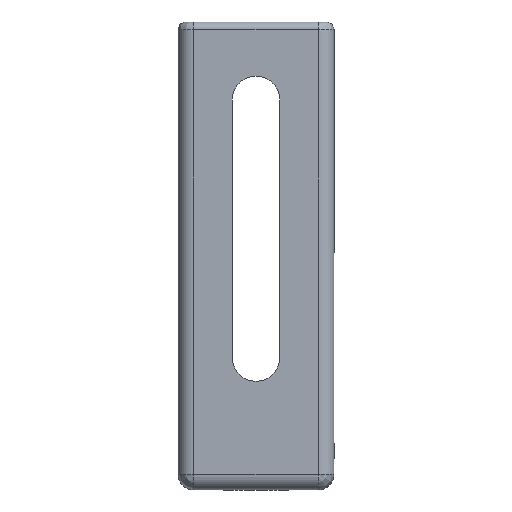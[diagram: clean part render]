
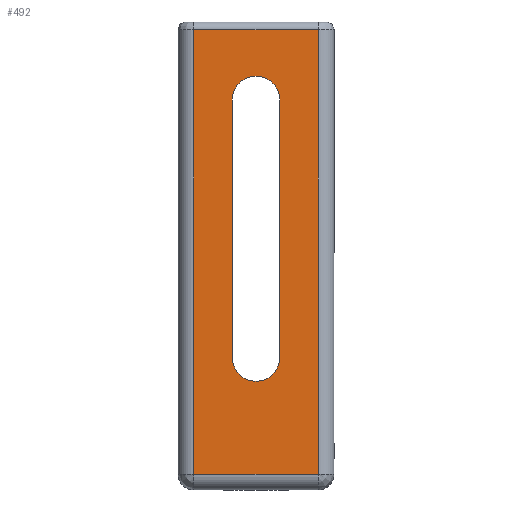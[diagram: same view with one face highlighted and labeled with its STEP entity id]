
A CAD part, front view. The second image highlights one B-rep face of the part: STEP entity #492.
In plain terms, the highlighted planar face has unit normal (0, -1, 0).
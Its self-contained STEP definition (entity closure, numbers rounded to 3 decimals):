
#6 = DIRECTION ( 'NONE',  ( 0., -1., 0. ) ) ;
#43 = CARTESIAN_POINT ( 'NONE',  ( 10., 0., 2. ) ) ;
#72 = VERTEX_POINT ( 'NONE', #1251 ) ;
#81 = DIRECTION ( 'NONE',  ( 0., 0., -1. ) ) ;
#110 = ORIENTED_EDGE ( 'NONE', *, *, #585, .F. ) ;
#149 = DIRECTION ( 'NONE',  ( 0., 1., 0. ) ) ;
#160 = CARTESIAN_POINT ( 'NONE',  ( 3.05, 0., 60. ) ) ;
#212 = LINE ( 'NONE', #1522, #844 ) ;
#244 = DIRECTION ( 'NONE',  ( 1., 0., 0. ) ) ;
#252 = VECTOR ( 'NONE', #1315, 1000. ) ;
#258 = EDGE_CURVE ( 'NONE', #1348, #1562, #1063, .T. ) ;
#272 = VECTOR ( 'NONE', #428, 1000. ) ;
#275 = EDGE_CURVE ( 'NONE', #1403, #1022, #933, .T. ) ;
#322 = CARTESIAN_POINT ( 'NONE',  ( 0., 0., 17. ) ) ;
#364 = ORIENTED_EDGE ( 'NONE', *, *, #650, .F. ) ;
#428 = DIRECTION ( 'NONE',  ( 0., 0., -1. ) ) ;
#436 = CIRCLE ( 'NONE', #1394, 3.05 ) ;
#439 = CARTESIAN_POINT ( 'NONE',  ( -8., 0., 2. ) ) ;
#441 = ORIENTED_EDGE ( 'NONE', *, *, #258, .F. ) ;
#465 = ORIENTED_EDGE ( 'NONE', *, *, #1242, .F. ) ;
#492 = ADVANCED_FACE ( 'NONE', ( #512, #1428 ), #908, .F. ) ;
#497 = CARTESIAN_POINT ( 'NONE',  ( 10., 0., 60. ) ) ;
#505 = CARTESIAN_POINT ( 'NONE',  ( -8., 0., 60. ) ) ;
#512 = FACE_OUTER_BOUND ( 'NONE', #1425, .T. ) ;
#585 = EDGE_CURVE ( 'NONE', #1656, #1348, #436, .T. ) ;
#650 = EDGE_CURVE ( 'NONE', #1562, #1245, #1532, .T. ) ;
#662 = CARTESIAN_POINT ( 'NONE',  ( 0., 0., 13.95 ) ) ;
#664 = DIRECTION ( 'NONE',  ( -1., 0., 0. ) ) ;
#670 = CARTESIAN_POINT ( 'NONE',  ( 8., 0., 59. ) ) ;
#676 = CARTESIAN_POINT ( 'NONE',  ( -3.05, 0., 60. ) ) ;
#682 = CARTESIAN_POINT ( 'NONE',  ( 0., 0., 17. ) ) ;
#698 = DIRECTION ( 'NONE',  ( 0., -1., 0. ) ) ;
#700 = AXIS2_PLACEMENT_3D ( 'NONE', #497, #149, #1435 ) ;
#707 = LINE ( 'NONE', #1198, #980 ) ;
#737 = CARTESIAN_POINT ( 'NONE',  ( 3.05, 0., 17. ) ) ;
#839 = VECTOR ( 'NONE', #664, 1000. ) ;
#844 = VECTOR ( 'NONE', #244, 1000. ) ;
#860 = EDGE_LOOP ( 'NONE', ( #1613, #1380, #364, #441, #110 ) ) ;
#890 = CARTESIAN_POINT ( 'NONE',  ( 8., 0., 2. ) ) ;
#908 = PLANE ( 'NONE',  #700 ) ;
#920 = AXIS2_PLACEMENT_3D ( 'NONE', #1633, #698, #81 ) ;
#933 = LINE ( 'NONE', #43, #839 ) ;
#938 = ORIENTED_EDGE ( 'NONE', *, *, #1387, .F. ) ;
#946 = AXIS2_PLACEMENT_3D ( 'NONE', #682, #6, #1040 ) ;
#952 = DIRECTION ( 'NONE',  ( 0., -1., 0. ) ) ;
#980 = VECTOR ( 'NONE', #1233, 1000. ) ;
#1020 = LINE ( 'NONE', #505, #1325 ) ;
#1022 = VERTEX_POINT ( 'NONE', #439 ) ;
#1026 = CARTESIAN_POINT ( 'NONE',  ( 3.05, 0., 50. ) ) ;
#1040 = DIRECTION ( 'NONE',  ( 0., 0., -1. ) ) ;
#1051 = DIRECTION ( 'NONE',  ( 0., 0., -1. ) ) ;
#1061 = ORIENTED_EDGE ( 'NONE', *, *, #275, .F. ) ;
#1063 = LINE ( 'NONE', #160, #252 ) ;
#1102 = EDGE_CURVE ( 'NONE', #1245, #72, #1311, .T. ) ;
#1173 = CARTESIAN_POINT ( 'NONE',  ( -8., 0., 59. ) ) ;
#1198 = CARTESIAN_POINT ( 'NONE',  ( 8., 0., 60. ) ) ;
#1214 = CARTESIAN_POINT ( 'NONE',  ( -3.05, 0., 50. ) ) ;
#1233 = DIRECTION ( 'NONE',  ( 0., 0., -1. ) ) ;
#1242 = EDGE_CURVE ( 'NONE', #1304, #1403, #707, .T. ) ;
#1245 = VERTEX_POINT ( 'NONE', #1214 ) ;
#1251 = CARTESIAN_POINT ( 'NONE',  ( -3.05, 0., 17. ) ) ;
#1283 = ORIENTED_EDGE ( 'NONE', *, *, #1559, .F. ) ;
#1304 = VERTEX_POINT ( 'NONE', #670 ) ;
#1311 = LINE ( 'NONE', #676, #272 ) ;
#1315 = DIRECTION ( 'NONE',  ( 0., 0., 1. ) ) ;
#1325 = VECTOR ( 'NONE', #1379, 1000. ) ;
#1348 = VERTEX_POINT ( 'NONE', #737 ) ;
#1379 = DIRECTION ( 'NONE',  ( 0., 0., 1. ) ) ;
#1380 = ORIENTED_EDGE ( 'NONE', *, *, #1102, .F. ) ;
#1387 = EDGE_CURVE ( 'NONE', #1671, #1304, #212, .T. ) ;
#1394 = AXIS2_PLACEMENT_3D ( 'NONE', #322, #952, #1051 ) ;
#1403 = VERTEX_POINT ( 'NONE', #890 ) ;
#1425 = EDGE_LOOP ( 'NONE', ( #1061, #465, #938, #1283 ) ) ;
#1428 = FACE_BOUND ( 'NONE', #860, .T. ) ;
#1435 = DIRECTION ( 'NONE',  ( 0., 0., -1. ) ) ;
#1522 = CARTESIAN_POINT ( 'NONE',  ( 10., 0., 59. ) ) ;
#1532 = CIRCLE ( 'NONE', #920, 3.05 ) ;
#1559 = EDGE_CURVE ( 'NONE', #1022, #1671, #1020, .T. ) ;
#1562 = VERTEX_POINT ( 'NONE', #1026 ) ;
#1613 = ORIENTED_EDGE ( 'NONE', *, *, #1677, .F. ) ;
#1633 = CARTESIAN_POINT ( 'NONE',  ( 0., 0., 50. ) ) ;
#1638 = CIRCLE ( 'NONE', #946, 3.05 ) ;
#1656 = VERTEX_POINT ( 'NONE', #662 ) ;
#1671 = VERTEX_POINT ( 'NONE', #1173 ) ;
#1677 = EDGE_CURVE ( 'NONE', #72, #1656, #1638, .T. ) ;
